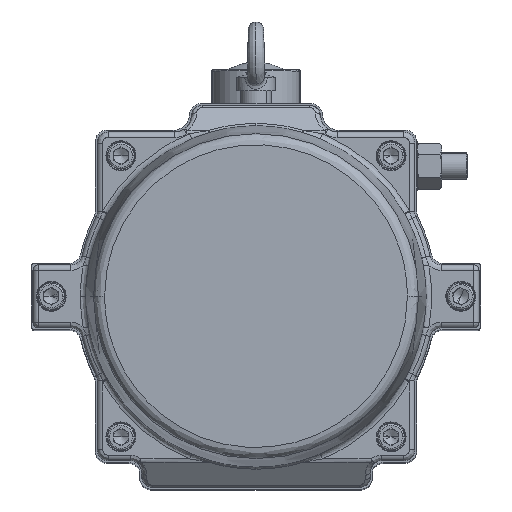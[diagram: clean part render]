
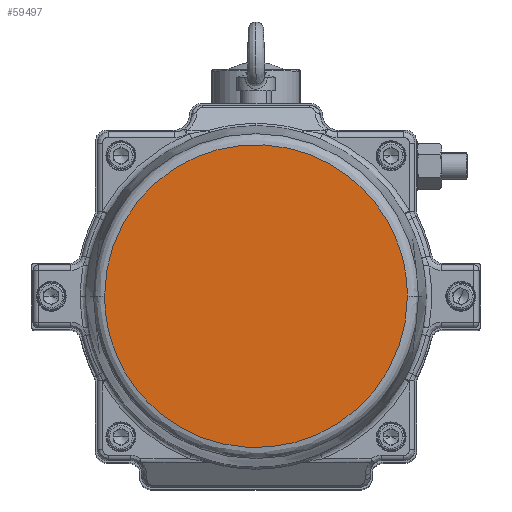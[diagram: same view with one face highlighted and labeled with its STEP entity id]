
A CAD part, top view. The second image highlights one B-rep face of the part: STEP entity #59497.
In plain terms, the highlighted planar face has unit normal (0, 0, 1).
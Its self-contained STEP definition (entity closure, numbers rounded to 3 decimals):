
#4711 = CARTESIAN_POINT ( 'NONE',  ( 0., 0., 384.5 ) ) ;
#6769 = EDGE_CURVE ( 'NONE', #43466, #13579, #21795, .T. ) ;
#7542 = CARTESIAN_POINT ( 'NONE',  ( -136.783, 273.566, 384.5 ) ) ;
#13579 = VERTEX_POINT ( 'NONE', #24425 ) ;
#17845 = DIRECTION ( 'NONE',  ( -1., 0., 0. ) ) ;
#21795 =( BOUNDED_CURVE ( )  B_SPLINE_CURVE ( 3, ( #32895, #130755, #64075, #123862 ),
 .UNSPECIFIED., .F., .F. ) 
 B_SPLINE_CURVE_WITH_KNOTS ( ( 4, 4 ),
 ( 0., 1. ),
 .UNSPECIFIED. ) 
 CURVE ( )  GEOMETRIC_REPRESENTATION_ITEM ( )  RATIONAL_B_SPLINE_CURVE ( ( 1., 0.333, 0.333, 1. ) ) 
 REPRESENTATION_ITEM ( '' )  );
#24425 = CARTESIAN_POINT ( 'NONE',  ( -136.783, 0., 384.5 ) ) ;
#27169 = DIRECTION ( 'NONE',  ( 0., 0., -1. ) ) ;
#30176 = ORIENTED_EDGE ( 'NONE', *, *, #52475, .F. ) ;
#30987 = FACE_OUTER_BOUND ( 'NONE', #88817, .T. ) ;
#32895 = CARTESIAN_POINT ( 'NONE',  ( 136.783, 0., 384.5 ) ) ;
#38368 = PLANE ( 'NONE',  #69622 ) ;
#40202 = CARTESIAN_POINT ( 'NONE',  ( -136.783, 0., 384.5 ) ) ;
#43466 = VERTEX_POINT ( 'NONE', #89148 ) ;
#52475 = EDGE_CURVE ( 'NONE', #13579, #43466, #99415, .T. ) ;
#59497 = ADVANCED_FACE ( 'NONE', ( #30987 ), #38368, .F. ) ;
#63542 = CARTESIAN_POINT ( 'NONE',  ( 136.783, 0., 384.5 ) ) ;
#64075 = CARTESIAN_POINT ( 'NONE',  ( -136.783, -273.566, 384.5 ) ) ;
#69622 = AXIS2_PLACEMENT_3D ( 'NONE', #4711, #27169, #17845 ) ;
#88817 = EDGE_LOOP ( 'NONE', ( #109778, #30176 ) ) ;
#89148 = CARTESIAN_POINT ( 'NONE',  ( 136.783, 0., 384.5 ) ) ;
#99415 =( BOUNDED_CURVE ( )  B_SPLINE_CURVE ( 3, ( #40202, #7542, #141389, #63542 ),
 .UNSPECIFIED., .F., .T. ) 
 B_SPLINE_CURVE_WITH_KNOTS ( ( 4, 4 ),
 ( 0., 1. ),
 .UNSPECIFIED. ) 
 CURVE ( )  GEOMETRIC_REPRESENTATION_ITEM ( )  RATIONAL_B_SPLINE_CURVE ( ( 1., 0.333, 0.333, 1. ) ) 
 REPRESENTATION_ITEM ( '' )  );
#109778 = ORIENTED_EDGE ( 'NONE', *, *, #6769, .F. ) ;
#123862 = CARTESIAN_POINT ( 'NONE',  ( -136.783, 0., 384.5 ) ) ;
#130755 = CARTESIAN_POINT ( 'NONE',  ( 136.783, -273.566, 384.5 ) ) ;
#141389 = CARTESIAN_POINT ( 'NONE',  ( 136.783, 273.566, 384.5 ) ) ;
